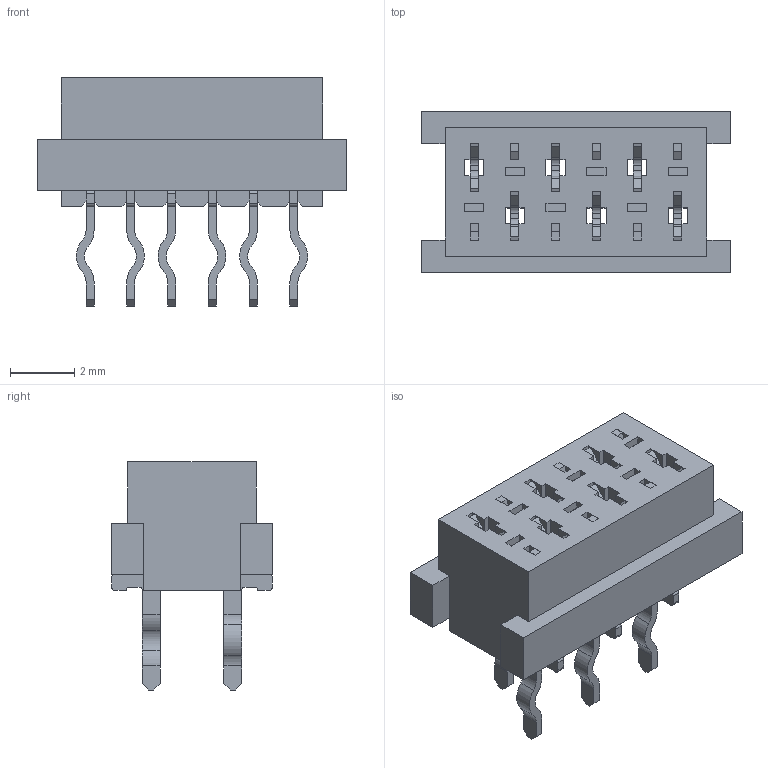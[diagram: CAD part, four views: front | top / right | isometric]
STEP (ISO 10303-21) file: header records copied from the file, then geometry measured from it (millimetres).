
FILE_DESCRIPTION( ( 'Unknown' ), '1' );
FILE_NAME( '690367180672.stp', 'Unknown', ( 'Unknown' ), ( 'Unknown' ), 'PSStep 14.0', 'Unknown', ' ' );
FILE_SCHEMA( ( 'AUTOMOTIVE_DESIGN { 1 0 10303 214 1 1 1 1 }' ) );
Length unit declared in the file: millimetre
Products named in the file (3): Assem1; Pin; 690367180672
Assembly tree (7 placements, depth 2):
  Assem1
    Pin  x6
    690367180672
Bounding box: 9.62 x 5 x 7.1 mm (x, y, z)
Volume: 139.8 mm3; surface area: 486 mm2
Topology: 7 solids, 7 shells, 496 faces, 1436 edges, 948 vertices
Faces by surface type: plane 364, cylinder 132
Entity records: 9660 total; most frequent: CARTESIAN_POINT 1378, ORIENTED_EDGE 1372, DIRECTION 1218, EDGE_CURVE 686, LINE 642, VECTOR 642, VERTEX_POINT 448, AXIS2_PLACEMENT_3D 288
